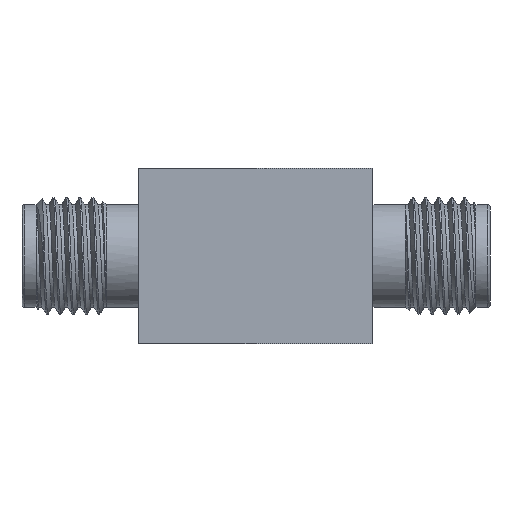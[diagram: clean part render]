
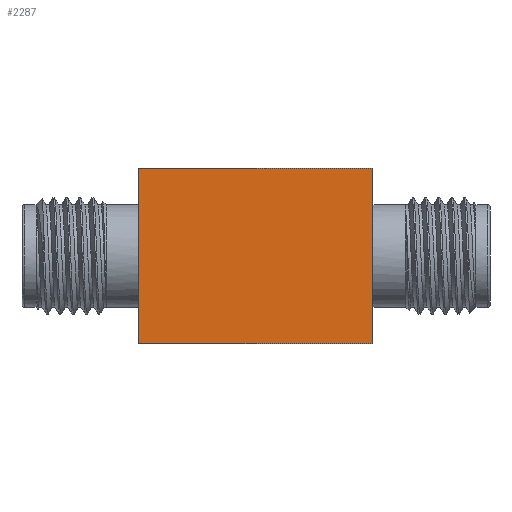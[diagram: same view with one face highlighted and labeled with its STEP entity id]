
A CAD part, front view. The second image highlights one B-rep face of the part: STEP entity #2287.
In plain terms, the highlighted planar face has unit normal (0, -1, 0).
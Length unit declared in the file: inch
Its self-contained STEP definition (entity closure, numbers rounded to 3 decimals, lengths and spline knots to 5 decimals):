
#76 = VERTEX_POINT ( 'NONE', #19827 ) ;
#389 = CARTESIAN_POINT ( 'NONE',  ( -0.25, -0.25, 0.1875 ) ) ;
#690 = VERTEX_POINT ( 'NONE', #17227 ) ;
#1507 = DIRECTION ( 'NONE',  ( 1., 0., 0. ) ) ;
#1796 = EDGE_CURVE ( 'NONE', #2254, #690, #6021, .T. ) ;
#1803 = FACE_OUTER_BOUND ( 'NONE', #6801, .T. ) ;
#1898 = DIRECTION ( 'NONE',  ( 1., 0., 0. ) ) ;
#2254 = VERTEX_POINT ( 'NONE', #8054 ) ;
#2287 = ADVANCED_FACE ( 'NONE', ( #1803 ), #6733, .F. ) ;
#2770 = VECTOR ( 'NONE', #10806, 39.37008 ) ;
#3365 = ORIENTED_EDGE ( 'NONE', *, *, #12159, .T. ) ;
#3603 = CARTESIAN_POINT ( 'NONE',  ( -0.25, -0.25, 0.1875 ) ) ;
#6021 = LINE ( 'NONE', #8855, #14524 ) ;
#6733 = PLANE ( 'NONE',  #16763 ) ;
#6801 = EDGE_LOOP ( 'NONE', ( #19871, #18338, #13760, #3365 ) ) ;
#7651 = LINE ( 'NONE', #10869, #9163 ) ;
#7957 = DIRECTION ( 'NONE',  ( 0., 0., 1. ) ) ;
#8054 = CARTESIAN_POINT ( 'NONE',  ( 0.25, -0.25, 0.1875 ) ) ;
#8411 = VERTEX_POINT ( 'NONE', #15406 ) ;
#8855 = CARTESIAN_POINT ( 'NONE',  ( 0.25, -0.25, 0.1875 ) ) ;
#9163 = VECTOR ( 'NONE', #1507, 39.37008 ) ;
#10806 = DIRECTION ( 'NONE',  ( 0., 0., -1. ) ) ;
#10869 = CARTESIAN_POINT ( 'NONE',  ( -0.25, -0.25, -0.1875 ) ) ;
#11172 = EDGE_CURVE ( 'NONE', #8411, #690, #7651, .T. ) ;
#11462 = EDGE_CURVE ( 'NONE', #76, #2254, #12774, .T. ) ;
#12159 = EDGE_CURVE ( 'NONE', #76, #8411, #17106, .T. ) ;
#12774 = LINE ( 'NONE', #389, #13021 ) ;
#13021 = VECTOR ( 'NONE', #1898, 39.37008 ) ;
#13760 = ORIENTED_EDGE ( 'NONE', *, *, #11462, .F. ) ;
#14524 = VECTOR ( 'NONE', #18191, 39.37008 ) ;
#15406 = CARTESIAN_POINT ( 'NONE',  ( -0.25, -0.25, -0.1875 ) ) ;
#15889 = DIRECTION ( 'NONE',  ( 0., 1., 0. ) ) ;
#16763 = AXIS2_PLACEMENT_3D ( 'NONE', #3603, #15889, #7957 ) ;
#17106 = LINE ( 'NONE', #18237, #2770 ) ;
#17227 = CARTESIAN_POINT ( 'NONE',  ( 0.25, -0.25, -0.1875 ) ) ;
#18191 = DIRECTION ( 'NONE',  ( 0., 0., -1. ) ) ;
#18237 = CARTESIAN_POINT ( 'NONE',  ( -0.25, -0.25, 0.1875 ) ) ;
#18338 = ORIENTED_EDGE ( 'NONE', *, *, #1796, .F. ) ;
#19827 = CARTESIAN_POINT ( 'NONE',  ( -0.25, -0.25, 0.1875 ) ) ;
#19871 = ORIENTED_EDGE ( 'NONE', *, *, #11172, .T. ) ;
